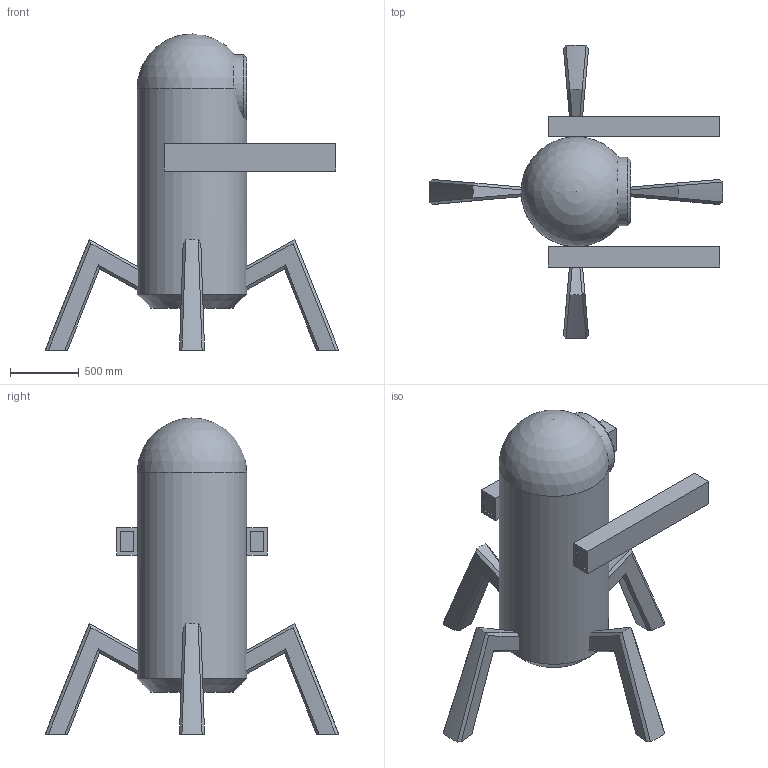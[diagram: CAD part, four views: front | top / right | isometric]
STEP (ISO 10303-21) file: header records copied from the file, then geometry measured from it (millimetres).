
FILE_DESCRIPTION(/* description */ (''),/* implementation_level */ '2;1');
FILE_NAME(/* name */ 'Crewmate #5.step',/* time_stamp */ '2022-09-28T20:54:12-05:00',/* author */ (''),/* organization */ (''),/* preprocessor_version */ 'ST-DEVELOPER v19',/* originating_system */ 'Autodesk Translation Framework v11.7.0.108',/* authorisation */ '');
FILE_SCHEMA (('AUTOMOTIVE_DESIGN { 1 0 10303 214 3 1 1 }'));
Length unit declared in the file: millimetre
Products named in the file (1): #4349
Bounding box: 2144.01 x 2144.01 x 2305.71 mm (x, y, z)
Volume: 1107362857.7 mm3; surface area: 10384683.5 mm2
Topology: 10 solids, 10 shells, 120 faces, 279 edges, 189 vertices
Faces by surface type: plane 51, bspline 32, cone 22, cylinder 14, sphere 1
Full cylindrical faces by diameter (mm): 75 x8, 500 x1, 800 x1
Entity records: 4367 total; most frequent: CARTESIAN_POINT 1852, ORIENTED_EDGE 556, DIRECTION 368, EDGE_CURVE 278, VERTEX_POINT 189, AXIS2_PLACEMENT_3D 145, B_SPLINE_CURVE_WITH_KNOTS 144, EDGE_LOOP 131
